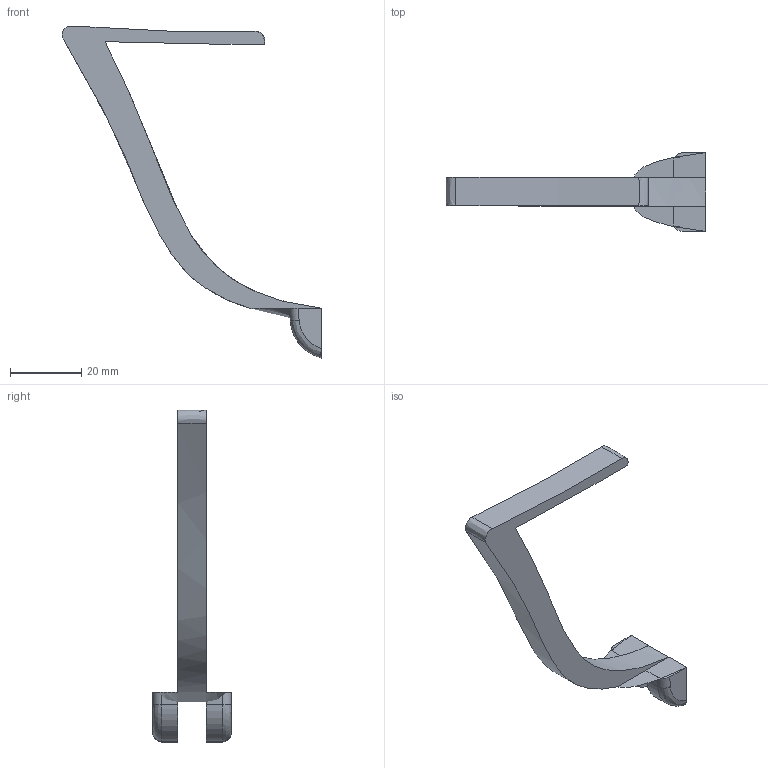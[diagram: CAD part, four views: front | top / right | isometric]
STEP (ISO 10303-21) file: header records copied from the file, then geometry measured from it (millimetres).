
FILE_DESCRIPTION(('FreeCAD Model'),'2;1');
FILE_NAME('navy1851.step', '2021-11-08T18:16:21',('Author'),(''), 'Open CASCADE STEP processor 7.3','FreeCAD','Unknown');
FILE_SCHEMA(('AUTOMOTIVE_DESIGN { 1 0 10303 214 1 1 1 1 }'));
Length unit declared in the file: millimetre
Products named in the file (1): Colt_Navy_v11003
Bounding box: 73.09 x 22.14 x 93.34 mm (x, y, z)
Volume: 9509.9 mm3; surface area: 5996.8 mm2
Topology: 3 solids, 3 shells, 42 faces, 96 edges, 60 vertices
Faces by surface type: bspline 38, offset 4
Entity records: 5791 total; most frequent: CARTESIAN_POINT 4257, ORIENTED_EDGE 196, PCURVE 192, DEFINITIONAL_REPRESENTATION 192, B_SPLINE_CURVE_WITH_KNOTS 160, DIRECTION 112, LINE 110, VECTOR 110
